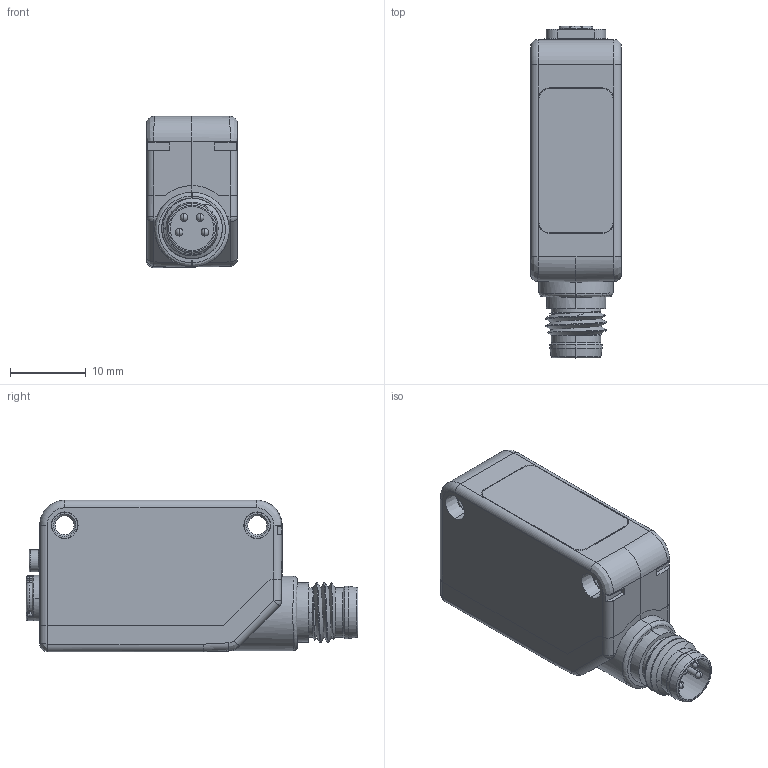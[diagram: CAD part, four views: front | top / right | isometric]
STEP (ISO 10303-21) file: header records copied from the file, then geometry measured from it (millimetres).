
FILE_DESCRIPTION((''),'2;1');
FILE_NAME('136037_SW','2007-12-20T',('banengservice'),('BANNER ENGINEERING'),'PRO/ENGINEER BY PARAMETRIC TECHNOLOGY CORPORATION, 2006170','PRO/ENGINEER BY PARAMETRIC TECHNOLOGY CORPORATION, 2006170','');
FILE_SCHEMA(('CONFIG_CONTROL_DESIGN'));
Length unit declared in the file: inch
Products named in the file (1): 136037_SW
Bounding box: 12 x 43.8 x 19.98 mm (x, y, z)
Volume: 7054.7 mm3; surface area: 4715 mm2
Topology: 1 solids, 2 shells, 593 faces, 1488 edges, 905 vertices
Faces by surface type: plane 281, cylinder 157, bspline 64, cone 44, sphere 30, torus 17
Entity records: 22871 total; most frequent: CARTESIAN_POINT 9422, ORIENTED_EDGE 2956, DIRECTION 2521, EDGE_CURVE 1478, VERTEX_POINT 905, VECTOR 853, LINE 853, AXIS2_PLACEMENT_3D 834
